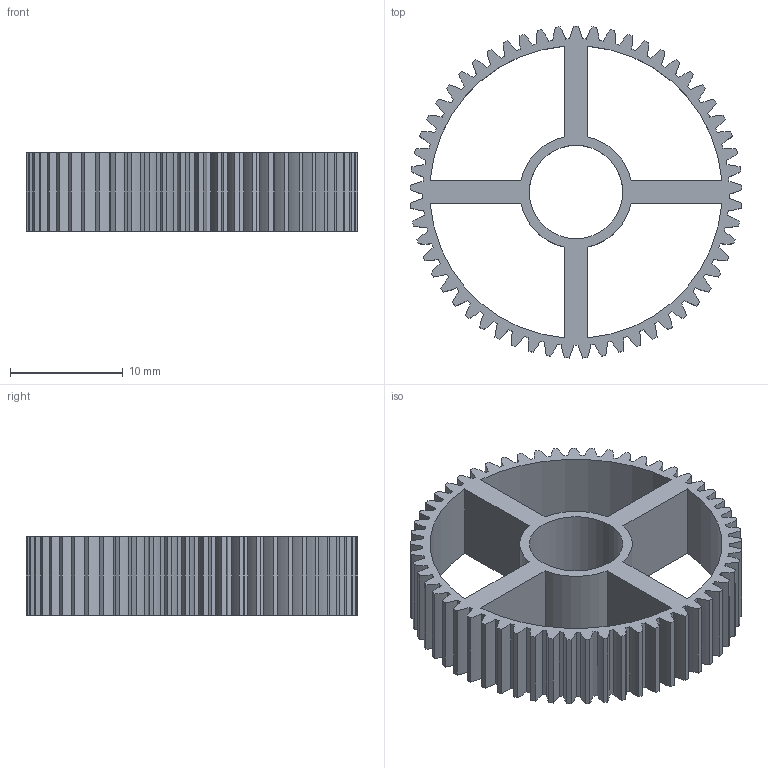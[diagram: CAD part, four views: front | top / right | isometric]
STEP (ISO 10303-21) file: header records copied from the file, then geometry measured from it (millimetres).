
FILE_DESCRIPTION(/* description */ (''),/* implementation_level */ '2;1');
FILE_NAME(/* name */ 'Module 0.5 Gear A.stp',/* time_stamp */ '2024-11-06T19:05:12+01:00',/* author */ ('wszaf'),/* organization */ (''),/* preprocessor_version */ 'ST-DEVELOPER v20',/* originating_system */ 'Autodesk Inventor 2024',/* authorisation */ '');
FILE_SCHEMA (('AUTOMOTIVE_DESIGN { 1 0 10303 214 3 1 1 }'));
Length unit declared in the file: millimetre
Products named in the file (1): Spur Gear1
Bounding box: 29.5 x 29.49 x 7 mm (x, y, z)
Volume: 1348 mm3; surface area: 2962.2 mm2
Topology: 1 solids, 1 shells, 247 faces, 735 edges, 490 vertices
Faces by surface type: cylinder 237, plane 10
Full cylindrical faces by diameter (mm): 8.3 x1
Entity records: 8646 total; most frequent: DIRECTION 1705, CARTESIAN_POINT 1473, ORIENTED_EDGE 1470, EDGE_CURVE 735, AXIS2_PLACEMENT_3D 722, VERTEX_POINT 490, CIRCLE 474, LINE 261
